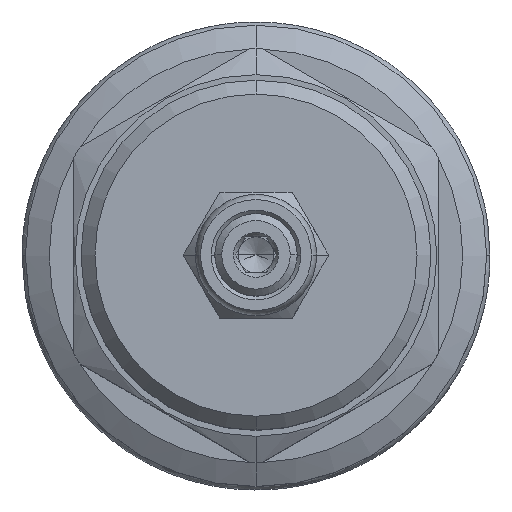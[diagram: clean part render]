
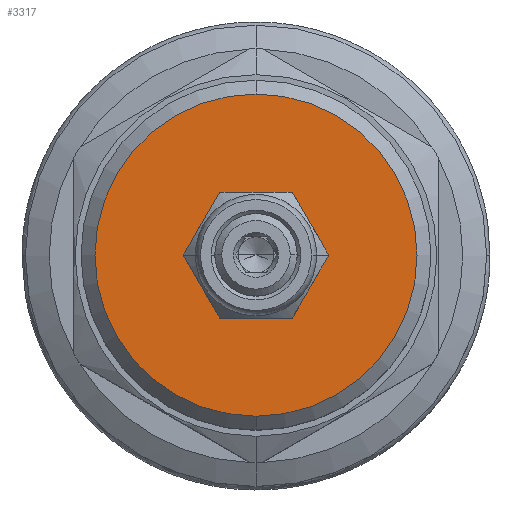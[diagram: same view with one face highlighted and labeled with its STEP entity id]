
A CAD part, top view. The second image highlights one B-rep face of the part: STEP entity #3317.
In plain terms, the highlighted planar face has unit normal (0, 0, 1).
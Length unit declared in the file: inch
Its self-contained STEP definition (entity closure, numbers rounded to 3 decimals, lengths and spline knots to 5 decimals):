
#572=CARTESIAN_POINT('',(0.,0.,5.624));
#573=DIRECTION('',(0.,0.,1.));
#574=DIRECTION('',(0.,-1.,0.));
#575=AXIS2_PLACEMENT_3D('',#572,#573,#574);
#590=CARTESIAN_POINT('',(0.,0.,5.624));
#591=DIRECTION('',(0.,0.,1.));
#592=DIRECTION('',(-1.,0.,0.));
#593=AXIS2_PLACEMENT_3D('',#590,#591,#592);
#595=CARTESIAN_POINT('',(0.,0.,5.624));
#596=DIRECTION('',(0.,0.,1.));
#597=DIRECTION('',(1.,0.,0.));
#598=AXIS2_PLACEMENT_3D('',#595,#596,#597);
#600=CARTESIAN_POINT('',(0.,0.,5.624));
#601=DIRECTION('',(0.,0.,1.));
#602=DIRECTION('',(0.,1.,0.));
#603=AXIS2_PLACEMENT_3D('',#600,#601,#602);
#2281=CARTESIAN_POINT('',(0.,0.719,5.624));
#2282=CARTESIAN_POINT('',(0.,-0.719,5.624));
#2283=VERTEX_POINT('',#2281);
#2284=VERTEX_POINT('',#2282);
#2481=CARTESIAN_POINT('',(-0.271,0.,5.624));
#2482=CARTESIAN_POINT('',(0.271,0.,5.624));
#2483=VERTEX_POINT('',#2481);
#2484=VERTEX_POINT('',#2482);
#3301=CARTESIAN_POINT('',(0.,0.,5.624));
#3302=DIRECTION('',(0.,0.,1.));
#3303=DIRECTION('',(0.,1.,0.));
#3304=AXIS2_PLACEMENT_3D('',#3301,#3302,#3303);
#3305=PLANE('',#3304);
#3306=ORIENTED_EDGE('',*,*,#3291,.F.);
#3308=ORIENTED_EDGE('',*,*,#3307,.F.);
#3309=EDGE_LOOP('',(#3306,#3308));
#3310=FACE_OUTER_BOUND('',#3309,.F.);
#3312=ORIENTED_EDGE('',*,*,#3311,.T.);
#3314=ORIENTED_EDGE('',*,*,#3313,.T.);
#3315=EDGE_LOOP('',(#3312,#3314));
#3316=FACE_BOUND('',#3315,.F.);
#3317=ADVANCED_FACE('',(#3310,#3316),#3305,.T.);
#576=CIRCLE('',#575,0.719);
#594=CIRCLE('',#593,0.271);
#599=CIRCLE('',#598,0.271);
#604=CIRCLE('',#603,0.719);
#3291=EDGE_CURVE('',#2284,#2283,#576,.T.);
#3307=EDGE_CURVE('',#2283,#2284,#604,.T.);
#3311=EDGE_CURVE('',#2483,#2484,#594,.T.);
#3313=EDGE_CURVE('',#2484,#2483,#599,.T.);
